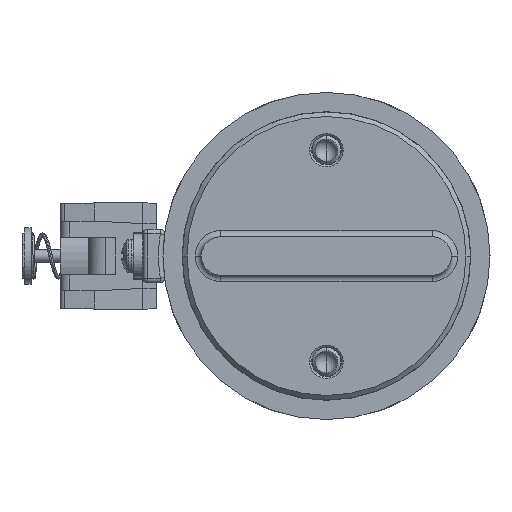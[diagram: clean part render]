
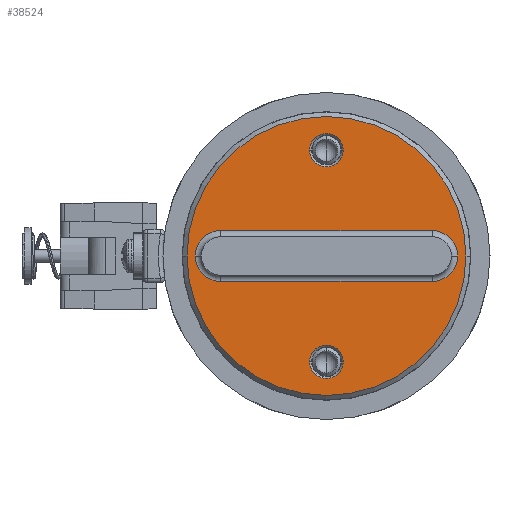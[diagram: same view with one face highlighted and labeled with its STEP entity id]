
A CAD part, left-side view. The second image highlights one B-rep face of the part: STEP entity #38524.
In plain terms, the highlighted planar face has unit normal (-1, 0, 0).
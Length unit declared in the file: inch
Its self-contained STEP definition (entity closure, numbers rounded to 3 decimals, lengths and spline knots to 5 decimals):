
#192 = CARTESIAN_POINT ( 'NONE',  ( -0.438, 0.165, 0.6875 ) ) ;
#285 = AXIS2_PLACEMENT_3D ( 'NONE', #3729, #19844, #22437 ) ;
#1020 = DIRECTION ( 'NONE',  ( 0., 0., -1. ) ) ;
#1683 = DIRECTION ( 'NONE',  ( 0., 0., -1. ) ) ;
#2122 = CARTESIAN_POINT ( 'NONE',  ( -0.438, -0.6875, 0.10875 ) ) ;
#2190 = ORIENTED_EDGE ( 'NONE', *, *, #25867, .T. ) ;
#3645 = EDGE_CURVE ( 'NONE', #18742, #14155, #6441, .T. ) ;
#3695 = DIRECTION ( 'NONE',  ( 1., 0., 0. ) ) ;
#3729 = CARTESIAN_POINT ( 'NONE',  ( -0.438, 0., 0. ) ) ;
#3903 = VERTEX_POINT ( 'NONE', #12519 ) ;
#4048 = EDGE_CURVE ( 'NONE', #3903, #21265, #31855, .T. ) ;
#4129 = VECTOR ( 'NONE', #26203, 39.37008 ) ;
#4369 = AXIS2_PLACEMENT_3D ( 'NONE', #26660, #3695, #16989 ) ;
#4442 = DIRECTION ( 'NONE',  ( 0., 0., -1. ) ) ;
#6088 = VERTEX_POINT ( 'NONE', #19135 ) ;
#6441 = CIRCLE ( 'NONE', #4369, 0.165 ) ;
#7004 = DIRECTION ( 'NONE',  ( 0., 0., 1. ) ) ;
#7007 = ORIENTED_EDGE ( 'NONE', *, *, #21110, .T. ) ;
#7086 = CARTESIAN_POINT ( 'NONE',  ( -0.438, -0.6875, -0.10875 ) ) ;
#7876 = FACE_BOUND ( 'NONE', #18264, .T. ) ;
#8034 = VERTEX_POINT ( 'NONE', #10442 ) ;
#8079 = FACE_OUTER_BOUND ( 'NONE', #34919, .T. ) ;
#8385 = CARTESIAN_POINT ( 'NONE',  ( -0.438, -0.6875, 0. ) ) ;
#8945 = CIRCLE ( 'NONE', #21996, 0.165 ) ;
#9178 = ORIENTED_EDGE ( 'NONE', *, *, #15789, .F. ) ;
#9322 = CARTESIAN_POINT ( 'NONE',  ( -0.438, 0.6875, 0. ) ) ;
#9780 = CIRCLE ( 'NONE', #29656, 0.10875 ) ;
#10075 = LINE ( 'NONE', #192, #4129 ) ;
#10442 = CARTESIAN_POINT ( 'NONE',  ( -0.438, -0.165, 0.6875 ) ) ;
#10790 = DIRECTION ( 'NONE',  ( 0., 0., -1. ) ) ;
#10844 = EDGE_CURVE ( 'NONE', #14155, #6088, #8945, .T. ) ;
#10906 = VERTEX_POINT ( 'NONE', #2122 ) ;
#11087 = EDGE_CURVE ( 'NONE', #13767, #20892, #25306, .T. ) ;
#11597 = CARTESIAN_POINT ( 'NONE',  ( -0.438, -0.165, 0. ) ) ;
#12519 = CARTESIAN_POINT ( 'NONE',  ( -0.438, 0., 0.906 ) ) ;
#12529 = ORIENTED_EDGE ( 'NONE', *, *, #3645, .T. ) ;
#13606 = CARTESIAN_POINT ( 'NONE',  ( -0.438, 0., -0.8525 ) ) ;
#13767 = VERTEX_POINT ( 'NONE', #19198 ) ;
#14155 = VERTEX_POINT ( 'NONE', #13606 ) ;
#14291 = FACE_BOUND ( 'NONE', #23204, .T. ) ;
#14416 = AXIS2_PLACEMENT_3D ( 'NONE', #40337, #27428, #1020 ) ;
#14476 = DIRECTION ( 'NONE',  ( -1., 0., 0. ) ) ;
#14693 = AXIS2_PLACEMENT_3D ( 'NONE', #19469, #16235, #1683 ) ;
#15377 = EDGE_CURVE ( 'NONE', #10906, #28894, #9780, .T. ) ;
#15645 = AXIS2_PLACEMENT_3D ( 'NONE', #8385, #24923, #21510 ) ;
#15789 = EDGE_CURVE ( 'NONE', #17539, #26237, #40614, .T. ) ;
#16235 = DIRECTION ( 'NONE',  ( 1., 0., 0. ) ) ;
#16287 = DIRECTION ( 'NONE',  ( -1., 0., 0. ) ) ;
#16989 = DIRECTION ( 'NONE',  ( 0., 0., -1. ) ) ;
#17316 = ORIENTED_EDGE ( 'NONE', *, *, #10844, .T. ) ;
#17320 = CARTESIAN_POINT ( 'NONE',  ( -0.438, 0., 0. ) ) ;
#17539 = VERTEX_POINT ( 'NONE', #39554 ) ;
#17541 = DIRECTION ( 'NONE',  ( 1., 0., 0. ) ) ;
#17878 = ORIENTED_EDGE ( 'NONE', *, *, #27383, .T. ) ;
#18043 = DIRECTION ( 'NONE',  ( 1., 0., 0. ) ) ;
#18264 = EDGE_LOOP ( 'NONE', ( #9178, #25897 ) ) ;
#18742 = VERTEX_POINT ( 'NONE', #35420 ) ;
#19135 = CARTESIAN_POINT ( 'NONE',  ( -0.438, 0.165, -0.6875 ) ) ;
#19198 = CARTESIAN_POINT ( 'NONE',  ( -0.438, 0.165, 0.6875 ) ) ;
#19469 = CARTESIAN_POINT ( 'NONE',  ( -0.438, 0., 0.6875 ) ) ;
#19842 = AXIS2_PLACEMENT_3D ( 'NONE', #37222, #40232, #10790 ) ;
#19844 = DIRECTION ( 'NONE',  ( -1., 0., 0. ) ) ;
#19887 = CARTESIAN_POINT ( 'NONE',  ( -0.438, 0., -0.906 ) ) ;
#20892 = VERTEX_POINT ( 'NONE', #23202 ) ;
#20986 = PLANE ( 'NONE',  #34716 ) ;
#21110 = EDGE_CURVE ( 'NONE', #20892, #8034, #38722, .T. ) ;
#21265 = VERTEX_POINT ( 'NONE', #19887 ) ;
#21510 = DIRECTION ( 'NONE',  ( 0., 0., 1. ) ) ;
#21996 = AXIS2_PLACEMENT_3D ( 'NONE', #24478, #18043, #34998 ) ;
#22110 = AXIS2_PLACEMENT_3D ( 'NONE', #9322, #32330, #29088 ) ;
#22437 = DIRECTION ( 'NONE',  ( 0., 0., -1. ) ) ;
#23202 = CARTESIAN_POINT ( 'NONE',  ( -0.438, 0., 0.8525 ) ) ;
#23204 = EDGE_LOOP ( 'NONE', ( #25400, #34216 ) ) ;
#24412 = FACE_BOUND ( 'NONE', #37610, .T. ) ;
#24478 = CARTESIAN_POINT ( 'NONE',  ( -0.438, 0., -0.6875 ) ) ;
#24923 = DIRECTION ( 'NONE',  ( -1., 0., 0. ) ) ;
#25306 = CIRCLE ( 'NONE', #14416, 0.165 ) ;
#25400 = ORIENTED_EDGE ( 'NONE', *, *, #15377, .F. ) ;
#25867 = EDGE_CURVE ( 'NONE', #21265, #3903, #39072, .T. ) ;
#25897 = ORIENTED_EDGE ( 'NONE', *, *, #36095, .F. ) ;
#25930 = ORIENTED_EDGE ( 'NONE', *, *, #4048, .T. ) ;
#26203 = DIRECTION ( 'NONE',  ( 0., 0., 1. ) ) ;
#26237 = VERTEX_POINT ( 'NONE', #34174 ) ;
#26660 = CARTESIAN_POINT ( 'NONE',  ( -0.438, 0., -0.6875 ) ) ;
#27383 = EDGE_CURVE ( 'NONE', #6088, #13767, #10075, .T. ) ;
#27428 = DIRECTION ( 'NONE',  ( 1., 0., 0. ) ) ;
#28894 = VERTEX_POINT ( 'NONE', #7086 ) ;
#29088 = DIRECTION ( 'NONE',  ( 0., 0., 1. ) ) ;
#29614 = CARTESIAN_POINT ( 'NONE',  ( -0.438, 0.6875, 0. ) ) ;
#29656 = AXIS2_PLACEMENT_3D ( 'NONE', #37262, #14476, #7004 ) ;
#30322 = ORIENTED_EDGE ( 'NONE', *, *, #34198, .T. ) ;
#31855 = CIRCLE ( 'NONE', #285, 0.906 ) ;
#32330 = DIRECTION ( 'NONE',  ( -1., 0., 0. ) ) ;
#33759 = DIRECTION ( 'NONE',  ( 0., 0., -1. ) ) ;
#33977 = LINE ( 'NONE', #11597, #37377 ) ;
#34174 = CARTESIAN_POINT ( 'NONE',  ( -0.438, 0.6875, -0.10875 ) ) ;
#34187 = CIRCLE ( 'NONE', #15645, 0.10875 ) ;
#34198 = EDGE_CURVE ( 'NONE', #8034, #18742, #33977, .T. ) ;
#34216 = ORIENTED_EDGE ( 'NONE', *, *, #41444, .F. ) ;
#34716 = AXIS2_PLACEMENT_3D ( 'NONE', #17320, #17541, #4442 ) ;
#34919 = EDGE_LOOP ( 'NONE', ( #2190, #25930 ) ) ;
#34998 = DIRECTION ( 'NONE',  ( 0., 0., -1. ) ) ;
#35420 = CARTESIAN_POINT ( 'NONE',  ( -0.438, -0.165, -0.6875 ) ) ;
#36095 = EDGE_CURVE ( 'NONE', #26237, #17539, #38146, .T. ) ;
#37222 = CARTESIAN_POINT ( 'NONE',  ( -0.438, 0., 0. ) ) ;
#37262 = CARTESIAN_POINT ( 'NONE',  ( -0.438, -0.6875, 0. ) ) ;
#37377 = VECTOR ( 'NONE', #33759, 39.37008 ) ;
#37610 = EDGE_LOOP ( 'NONE', ( #12529, #17316, #17878, #40828, #7007, #30322 ) ) ;
#38146 = CIRCLE ( 'NONE', #42264, 0.10875 ) ;
#38524 = ADVANCED_FACE ( 'NONE', ( #24412, #7876, #14291, #8079 ), #20986, .F. ) ;
#38722 = CIRCLE ( 'NONE', #14693, 0.165 ) ;
#39072 = CIRCLE ( 'NONE', #19842, 0.906 ) ;
#39477 = DIRECTION ( 'NONE',  ( 0., 0., 1. ) ) ;
#39554 = CARTESIAN_POINT ( 'NONE',  ( -0.438, 0.6875, 0.10875 ) ) ;
#40232 = DIRECTION ( 'NONE',  ( -1., 0., 0. ) ) ;
#40337 = CARTESIAN_POINT ( 'NONE',  ( -0.438, 0., 0.6875 ) ) ;
#40614 = CIRCLE ( 'NONE', #22110, 0.10875 ) ;
#40828 = ORIENTED_EDGE ( 'NONE', *, *, #11087, .T. ) ;
#41444 = EDGE_CURVE ( 'NONE', #28894, #10906, #34187, .T. ) ;
#42264 = AXIS2_PLACEMENT_3D ( 'NONE', #29614, #16287, #39477 ) ;
